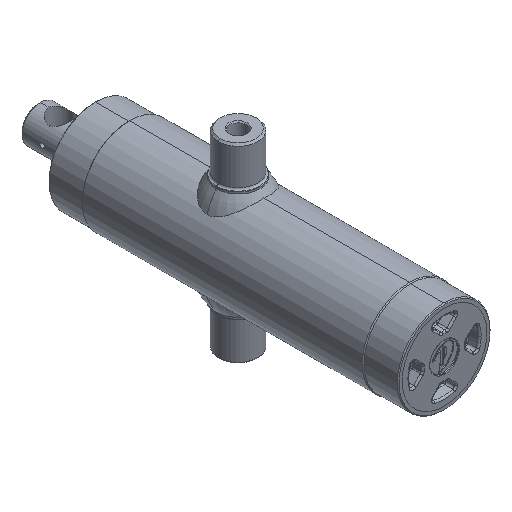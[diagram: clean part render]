
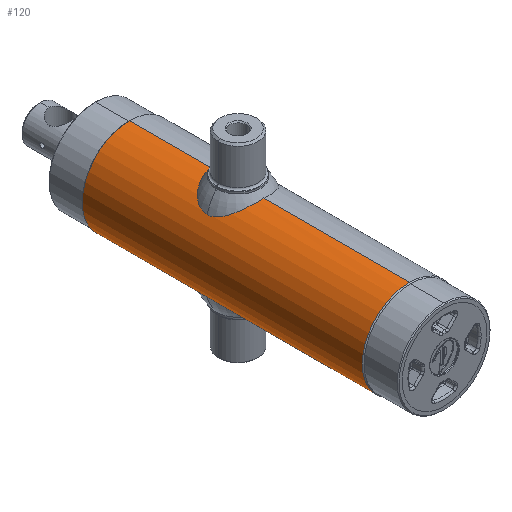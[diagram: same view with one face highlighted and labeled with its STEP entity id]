
A CAD part, isometric view. The second image highlights one B-rep face of the part: STEP entity #120.
In plain terms, the highlighted cylindrical face has radius 54 mm (diameter 108 mm), a partial arc.
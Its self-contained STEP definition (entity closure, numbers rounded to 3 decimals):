
#54 = CARTESIAN_POINT ( 'NONE',  ( -4.77, 246.75, 53.789 ) ) ;
#83 = CARTESIAN_POINT ( 'NONE',  ( -5.686, 241.164, 53.7 ) ) ;
#98 = AXIS2_PLACEMENT_3D ( 'NONE', #9554, #7723, #8731 ) ;
#120 = ADVANCED_FACE ( 'NONE', ( #1942 ), #1428, .T. ) ;
#124 = CARTESIAN_POINT ( 'NONE',  ( -1.565, 237.283, 53.979 ) ) ;
#281 = CARTESIAN_POINT ( 'NONE',  ( 0., 367.089, 0. ) ) ;
#359 = EDGE_CURVE ( 'NONE', #1072, #2332, #5544, .T. ) ;
#388 = AXIS2_PLACEMENT_3D ( 'NONE', #3070, #6096, #6565 ) ;
#558 = ORIENTED_EDGE ( 'NONE', *, *, #9545, .T. ) ;
#609 = AXIS2_PLACEMENT_3D ( 'NONE', #281, #5632, #1066 ) ;
#792 = CARTESIAN_POINT ( 'NONE',  ( 0., 367.089, -54. ) ) ;
#801 = CARTESIAN_POINT ( 'NONE',  ( -0.781, 249.051, 53.996 ) ) ;
#840 = CARTESIAN_POINT ( 'NONE',  ( -5.39, 245.754, 53.731 ) ) ;
#880 = CARTESIAN_POINT ( 'NONE',  ( -5.394, 240.432, 53.73 ) ) ;
#915 = CARTESIAN_POINT ( 'NONE',  ( -0.397, 237.089, 54. ) ) ;
#1066 = DIRECTION ( 'NONE',  ( 0., 0., 1. ) ) ;
#1072 = VERTEX_POINT ( 'NONE', #5342 ) ;
#1428 = CYLINDRICAL_SURFACE ( 'NONE', #98, 54. ) ;
#1557 = CARTESIAN_POINT ( 'NONE',  ( 0., 249.089, 54. ) ) ;
#1593 = CARTESIAN_POINT ( 'NONE',  ( -1.555, 248.888, 53.978 ) ) ;
#1620 = CARTESIAN_POINT ( 'NONE',  ( 0., 617.283, 54. ) ) ;
#1630 = CARTESIAN_POINT ( 'NONE',  ( -5.683, 245.023, 53.7 ) ) ;
#1655 = CARTESIAN_POINT ( 'NONE',  ( -4.775, 239.435, 53.789 ) ) ;
#1942 = FACE_OUTER_BOUND ( 'NONE', #5382, .T. ) ;
#2125 = CARTESIAN_POINT ( 'NONE',  ( 0., 367.089, 54. ) ) ;
#2332 = VERTEX_POINT ( 'NONE', #6328 ) ;
#2383 = CARTESIAN_POINT ( 'NONE',  ( -2.299, 248.642, 53.952 ) ) ;
#2419 = CARTESIAN_POINT ( 'NONE',  ( -5.846, 244.455, 53.683 ) ) ;
#2463 = CARTESIAN_POINT ( 'NONE',  ( -3.969, 238.573, 53.855 ) ) ;
#2664 = VERTEX_POINT ( 'NONE', #5084 ) ;
#2813 = VERTEX_POINT ( 'NONE', #2125 ) ;
#2836 = LINE ( 'NONE', #1620, #6289 ) ;
#3070 = CARTESIAN_POINT ( 'NONE',  ( 0., 47.089, 0. ) ) ;
#3184 = CARTESIAN_POINT ( 'NONE',  ( -2.999, 248.29, 53.917 ) ) ;
#3217 = CARTESIAN_POINT ( 'NONE',  ( -6., 243.49, 53.666 ) ) ;
#3252 = CARTESIAN_POINT ( 'NONE',  ( -3.176, 237.995, 53.907 ) ) ;
#3298 = DIRECTION ( 'NONE',  ( 0., 1., 0. ) ) ;
#3576 = EDGE_CURVE ( 'NONE', #2332, #2664, #2836, .T. ) ;
#3579 = VERTEX_POINT ( 'NONE', #792 ) ;
#3720 = EDGE_CURVE ( 'NONE', #1072, #3579, #7060, .T. ) ;
#3942 = ORIENTED_EDGE ( 'NONE', *, *, #359, .T. ) ;
#3956 = EDGE_CURVE ( 'NONE', #8267, #2664, #4829, .T. ) ;
#3959 = CARTESIAN_POINT ( 'NONE',  ( -3.661, 247.859, 53.877 ) ) ;
#3983 = CARTESIAN_POINT ( 'NONE',  ( -5.962, 242.307, 53.67 ) ) ;
#4024 = CARTESIAN_POINT ( 'NONE',  ( -2.66, 237.708, 53.935 ) ) ;
#4067 = CARTESIAN_POINT ( 'NONE',  ( 0., 617.283, -54. ) ) ;
#4417 = CIRCLE ( 'NONE', #609, 54. ) ;
#4675 = DIRECTION ( 'NONE',  ( 0., 1., 0. ) ) ;
#4684 = CARTESIAN_POINT ( 'NONE',  ( -4.516, 247.059, 53.812 ) ) ;
#4725 = CARTESIAN_POINT ( 'NONE',  ( -5.8, 241.541, 53.688 ) ) ;
#4748 = CARTESIAN_POINT ( 'NONE',  ( -1.942, 237.399, 53.966 ) ) ;
#4829 = B_SPLINE_CURVE_WITH_KNOTS ( 'NONE', 3,
 ( #1557, #8943, #801, #6090, #1593, #6805, #2383, #7503, #3184, #8202, #3959, #8979, #4684, #54, #5434, #840, #6120, #1630, #6839, #2419, #7529, #3217, #8240, #3983, #9007, #4725, #83, #5461, #880, #6156, #1655, #6865, #2463, #7557, #3252, #8272, #4024, #9037, #4748, #124, #5492, #915, #6192 ),
 .UNSPECIFIED., .F., .F.,
 ( 4, 2, 2, 1, 2, 2, 2, 2, 2, 2, 2, 2, 2, 2, 2, 2, 2, 2, 2, 2, 2, 4 ),
 ( 0.019, 0.02, 0.021, 0.021, 0.022, 0.022, 0.023, 0.025, 0.026, 0.026, 0.027, 0.028, 0.029, 0.03, 0.031, 0.032, 0.033, 0.034, 0.035, 0.035, 0.036, 0.038 ),
 .UNSPECIFIED. ) ;
#5084 = CARTESIAN_POINT ( 'NONE',  ( 0., 237.089, 54. ) ) ;
#5305 = ORIENTED_EDGE ( 'NONE', *, *, #5639, .F. ) ;
#5342 = CARTESIAN_POINT ( 'NONE',  ( 0., 47.089, -54. ) ) ;
#5382 = EDGE_LOOP ( 'NONE', ( #7434, #3942, #8560, #7328, #558, #5305 ) ) ;
#5422 = VECTOR ( 'NONE', #3298, 1000. ) ;
#5434 = CARTESIAN_POINT ( 'NONE',  ( -5.205, 246.099, 53.749 ) ) ;
#5461 = CARTESIAN_POINT ( 'NONE',  ( -5.619, 240.977, 53.707 ) ) ;
#5492 = CARTESIAN_POINT ( 'NONE',  ( -0.789, 237.128, 53.996 ) ) ;
#5544 = CIRCLE ( 'NONE', #388, 54. ) ;
#5632 = DIRECTION ( 'NONE',  ( 0., 1., 0. ) ) ;
#5639 = EDGE_CURVE ( 'NONE', #3579, #2813, #4417, .T. ) ;
#5931 = CARTESIAN_POINT ( 'NONE',  ( 0., 617.283, 54. ) ) ;
#6090 = CARTESIAN_POINT ( 'NONE',  ( -1.362, 248.936, 53.983 ) ) ;
#6096 = DIRECTION ( 'NONE',  ( 0., 1., 0. ) ) ;
#6120 = CARTESIAN_POINT ( 'NONE',  ( -5.616, 245.21, 53.707 ) ) ;
#6156 = CARTESIAN_POINT ( 'NONE',  ( -5.21, 240.087, 53.749 ) ) ;
#6192 = CARTESIAN_POINT ( 'NONE',  ( 0., 237.089, 54. ) ) ;
#6289 = VECTOR ( 'NONE', #8453, 1000. ) ;
#6328 = CARTESIAN_POINT ( 'NONE',  ( 0., 47.089, 54. ) ) ;
#6565 = DIRECTION ( 'NONE',  ( 0., 0., 1. ) ) ;
#6805 = CARTESIAN_POINT ( 'NONE',  ( -1.931, 248.774, 53.966 ) ) ;
#6839 = CARTESIAN_POINT ( 'NONE',  ( -5.798, 244.646, 53.688 ) ) ;
#6865 = CARTESIAN_POINT ( 'NONE',  ( -4.522, 239.126, 53.811 ) ) ;
#7060 = LINE ( 'NONE', #4067, #5422 ) ;
#7328 = ORIENTED_EDGE ( 'NONE', *, *, #3956, .F. ) ;
#7434 = ORIENTED_EDGE ( 'NONE', *, *, #3720, .F. ) ;
#7503 = CARTESIAN_POINT ( 'NONE',  ( -2.653, 248.475, 53.935 ) ) ;
#7529 = CARTESIAN_POINT ( 'NONE',  ( -5.96, 243.88, 53.67 ) ) ;
#7557 = CARTESIAN_POINT ( 'NONE',  ( -3.668, 238.325, 53.876 ) ) ;
#7723 = DIRECTION ( 'NONE',  ( 0., 1., 0. ) ) ;
#7882 = CARTESIAN_POINT ( 'NONE',  ( 0., 249.089, 54. ) ) ;
#8202 = CARTESIAN_POINT ( 'NONE',  ( -3.169, 248.188, 53.907 ) ) ;
#8240 = CARTESIAN_POINT ( 'NONE',  ( -6., 242.697, 53.666 ) ) ;
#8267 = VERTEX_POINT ( 'NONE', #7882 ) ;
#8272 = CARTESIAN_POINT ( 'NONE',  ( -3.006, 237.893, 53.917 ) ) ;
#8453 = DIRECTION ( 'NONE',  ( 0., 1., 0. ) ) ;
#8560 = ORIENTED_EDGE ( 'NONE', *, *, #3576, .T. ) ;
#8618 = VECTOR ( 'NONE', #4675, 1000. ) ;
#8731 = DIRECTION ( 'NONE',  ( 0., 0., 1. ) ) ;
#8943 = CARTESIAN_POINT ( 'NONE',  ( -0.392, 249.089, 54. ) ) ;
#8979 = CARTESIAN_POINT ( 'NONE',  ( -3.963, 247.611, 53.855 ) ) ;
#9007 = CARTESIAN_POINT ( 'NONE',  ( -5.848, 241.732, 53.682 ) ) ;
#9037 = CARTESIAN_POINT ( 'NONE',  ( -2.483, 237.624, 53.943 ) ) ;
#9340 = LINE ( 'NONE', #5931, #8618 ) ;
#9545 = EDGE_CURVE ( 'NONE', #8267, #2813, #9340, .T. ) ;
#9554 = CARTESIAN_POINT ( 'NONE',  ( 0., 617.283, 0. ) ) ;
